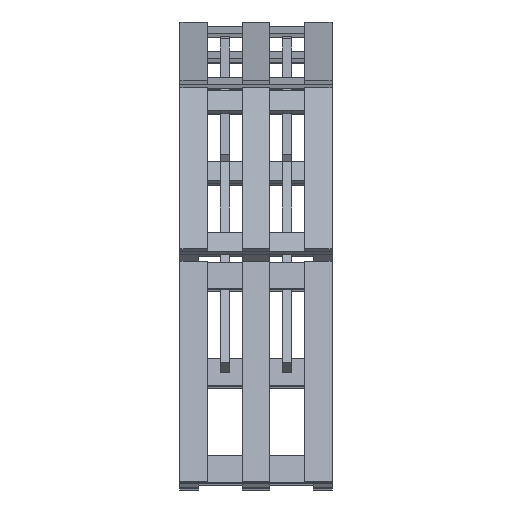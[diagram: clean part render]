
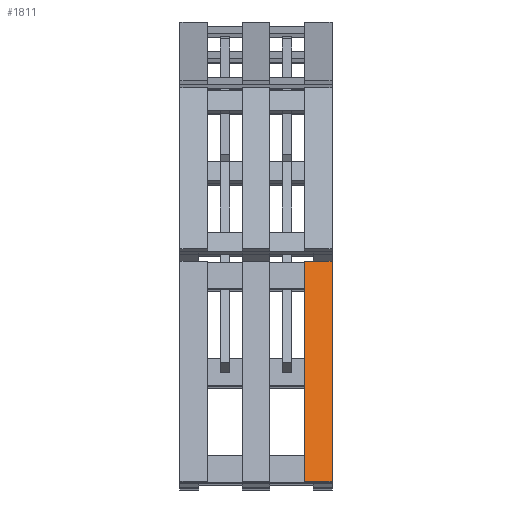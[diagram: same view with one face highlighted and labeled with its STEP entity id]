
A CAD part, top view. The second image highlights one B-rep face of the part: STEP entity #1811.
In plain terms, the highlighted free-form (B-spline) face has degree [1, 1] with [2, 2] control points.
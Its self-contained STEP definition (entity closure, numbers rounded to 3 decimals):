
#1811 = ADVANCED_FACE('',(#1812),#1842,.F.);
#1812 = FACE_BOUND('',#1813,.T.);
#1813 = EDGE_LOOP('',(#1814,#1823,#1830,#1837));
#1814 = ORIENTED_EDGE('',*,*,#1815,.F.);
#1815 = EDGE_CURVE('',#1816,#1818,#1820,.T.);
#1816 = VERTEX_POINT('',#1817);
#1817 = CARTESIAN_POINT('',(-158.849,40.83,
    2692.017));
#1818 = VERTEX_POINT('',#1819);
#1819 = CARTESIAN_POINT('',(-158.849,1310.649,
    2351.77));
#1820 = B_SPLINE_CURVE_WITH_KNOTS('',1,(#1821,#1822),.UNSPECIFIED.,.F.,
  .F.,(2,2),(0.,1200.),.PIECEWISE_BEZIER_KNOTS.);
#1821 = CARTESIAN_POINT('',(-158.849,40.83,
    2692.017));
#1822 = CARTESIAN_POINT('',(-158.849,1310.649,
    2351.77));
#1823 = ORIENTED_EDGE('',*,*,#1824,.F.);
#1824 = EDGE_CURVE('',#1825,#1816,#1827,.T.);
#1825 = VERTEX_POINT('',#1826);
#1826 = CARTESIAN_POINT('',(0.,40.83,
    2692.017));
#1827 = B_SPLINE_CURVE_WITH_KNOTS('',1,(#1828,#1829),.UNSPECIFIED.,.F.,
  .F.,(2,2),(-145.,-0.),.PIECEWISE_BEZIER_KNOTS.);
#1828 = CARTESIAN_POINT('',(0.,40.83,
    2692.017));
#1829 = CARTESIAN_POINT('',(-158.849,40.83,
    2692.017));
#1830 = ORIENTED_EDGE('',*,*,#1831,.F.);
#1831 = EDGE_CURVE('',#1832,#1825,#1834,.T.);
#1832 = VERTEX_POINT('',#1833);
#1833 = CARTESIAN_POINT('',(0.,1310.649,2351.77));
#1834 = B_SPLINE_CURVE_WITH_KNOTS('',1,(#1835,#1836),.UNSPECIFIED.,.F.,
  .F.,(2,2),(-1200.,0.),.PIECEWISE_BEZIER_KNOTS.);
#1835 = CARTESIAN_POINT('',(0.,1310.649,2351.77));
#1836 = CARTESIAN_POINT('',(0.,40.83,
    2692.017));
#1837 = ORIENTED_EDGE('',*,*,#1838,.F.);
#1838 = EDGE_CURVE('',#1818,#1832,#1839,.T.);
#1839 = B_SPLINE_CURVE_WITH_KNOTS('',1,(#1840,#1841),.UNSPECIFIED.,.F.,
  .F.,(2,2),(0.,145.),.PIECEWISE_BEZIER_KNOTS.);
#1840 = CARTESIAN_POINT('',(-158.849,1310.649,
    2351.77));
#1841 = CARTESIAN_POINT('',(0.,1310.649,2351.77));
#1842 = B_SPLINE_SURFACE_WITH_KNOTS('',1,1,(
    (#1843,#1844)
    ,(#1845,#1846
    )),.UNSPECIFIED.,.F.,.F.,.F.,(2,2),(2,2),(0.,145.),(-1200.,0.),
  .PIECEWISE_BEZIER_KNOTS.);
#1843 = CARTESIAN_POINT('',(-158.849,1310.649,
    2351.77));
#1844 = CARTESIAN_POINT('',(-158.849,40.83,
    2692.017));
#1845 = CARTESIAN_POINT('',(0.,1310.649,2351.77));
#1846 = CARTESIAN_POINT('',(0.,40.83,
    2692.017));
